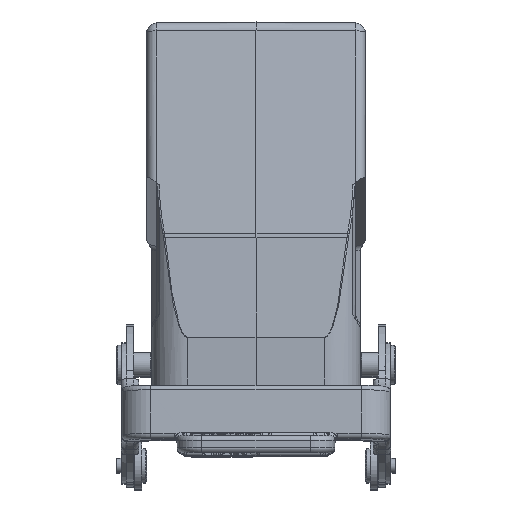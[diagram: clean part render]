
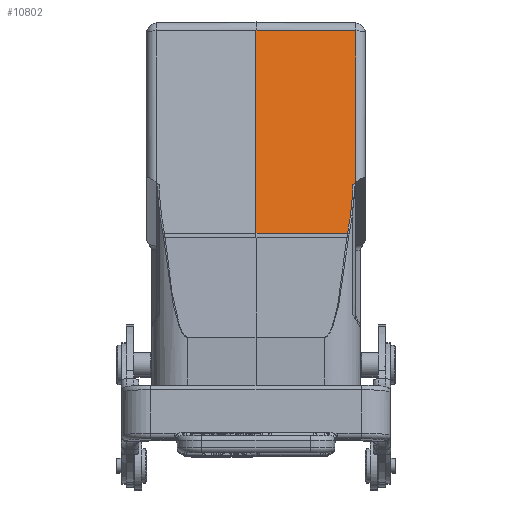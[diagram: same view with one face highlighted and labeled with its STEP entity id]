
A CAD part, top view. The second image highlights one B-rep face of the part: STEP entity #10802.
In plain terms, the highlighted planar face has unit normal (0.009, 0.174, 0.985).
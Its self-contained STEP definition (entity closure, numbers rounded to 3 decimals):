
#9216=CIRCLE('',#36733,62.334);
#10802=ADVANCED_FACE('',(#13045),#11631,.T.);
#11631=PLANE('',#36813);
#13045=FACE_OUTER_BOUND('',#14889,.T.);
#14889=EDGE_LOOP('',(#27645,#27646,#27647,#27648,#27649,#27650,#27651));
#17688=LINE('',#58586,#20028);
#17689=LINE('',#58590,#20029);
#17728=LINE('',#58952,#20068);
#17729=LINE('',#58954,#20069);
#17730=LINE('',#58956,#20070);
#20028=VECTOR('',#43892,1.);
#20029=VECTOR('',#43897,1.);
#20068=VECTOR('',#44096,1.);
#20069=VECTOR('',#44099,1.);
#20070=VECTOR('',#44100,1.);
#27645=ORIENTED_EDGE('',*,*,#34017,.F.);
#27646=ORIENTED_EDGE('',*,*,#34012,.F.);
#27647=ORIENTED_EDGE('',*,*,#34010,.T.);
#27648=ORIENTED_EDGE('',*,*,#34106,.F.);
#27649=ORIENTED_EDGE('',*,*,#34107,.F.);
#27650=ORIENTED_EDGE('',*,*,#34108,.T.);
#27651=ORIENTED_EDGE('',*,*,#34109,.F.);
#30231=VERTEX_POINT('',#58583);
#30232=VERTEX_POINT('',#58587);
#30233=VERTEX_POINT('',#58591);
#30236=VERTEX_POINT('',#58616);
#30281=VERTEX_POINT('',#58949);
#30282=VERTEX_POINT('',#58955);
#30283=VERTEX_POINT('',#58957);
#34010=EDGE_CURVE('',#30232,#30231,#17688,.T.);
#34012=EDGE_CURVE('',#30232,#30233,#17689,.T.);
#34017=EDGE_CURVE('',#30233,#30236,#9216,.T.);
#34106=EDGE_CURVE('',#30281,#30231,#17728,.T.);
#34107=EDGE_CURVE('',#30282,#30281,#17729,.T.);
#34108=EDGE_CURVE('',#30282,#30283,#17730,.T.);
#34109=EDGE_CURVE('',#30236,#30283,#34343,.T.);
#34343=ELLIPSE('',#36812,40.313,7.);
#36733=AXIS2_PLACEMENT_3D('',#58621,#43902,#43903);
#36812=AXIS2_PLACEMENT_3D('',#58958,#44101,#44102);
#36813=AXIS2_PLACEMENT_3D('',#58959,#44103,#44104);
#43892=DIRECTION('',(0.,0.985,-0.174));
#43897=DIRECTION('',(-0.762,-0.637,0.119));
#43902=DIRECTION('',(-0.009,-0.174,-0.985));
#43903=DIRECTION('',(0.,-0.985,0.174));
#44096=DIRECTION('',(1.,-0.009,-0.007));
#44099=DIRECTION('',(0.,0.985,-0.174));
#44100=DIRECTION('',(1.,-0.001,-0.009));
#44101=DIRECTION('',(-0.009,-0.174,-0.985));
#44102=DIRECTION('',(0.002,-0.985,0.174));
#44103=DIRECTION('',(0.009,0.174,0.985));
#44104=DIRECTION('',(0.,-0.985,0.174));
#58583=CARTESIAN_POINT('',(20.517,19.584,50.546));
#58586=CARTESIAN_POINT('',(20.517,-11.704,56.062));
#58587=CARTESIAN_POINT('',(20.517,-11.704,56.062));
#58590=CARTESIAN_POINT('',(20.517,-11.704,56.062));
#58591=CARTESIAN_POINT('',(19.963,-12.168,56.149));
#58616=CARTESIAN_POINT('',(19.449,-18.497,57.27));
#58621=CARTESIAN_POINT('',(-42.345,-10.389,56.388));
#58949=CARTESIAN_POINT('',(0.,19.763,50.696));
#58952=CARTESIAN_POINT('',(-0.012,19.763,50.696));
#58954=CARTESIAN_POINT('',(0.,-22.153,58.087));
#58955=CARTESIAN_POINT('',(0.,-22.155,58.087));
#58956=CARTESIAN_POINT('',(0.017,-22.155,58.087));
#58957=CARTESIAN_POINT('',(18.848,-22.176,57.924));
#58958=CARTESIAN_POINT('',(14.004,6.729,52.87));
#58959=CARTESIAN_POINT('',(0.,21.415,50.404));
